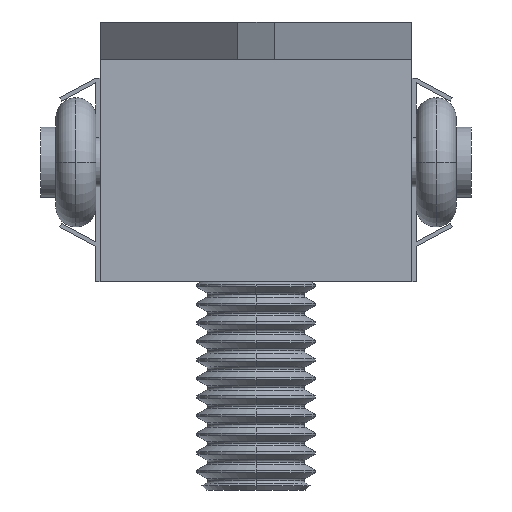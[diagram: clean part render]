
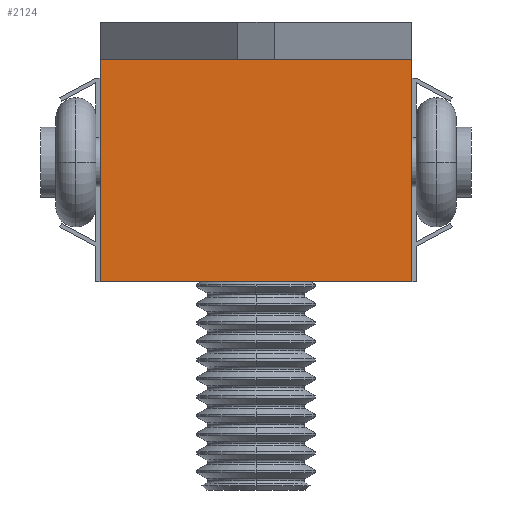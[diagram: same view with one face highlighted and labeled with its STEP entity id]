
A CAD part, left-side view. The second image highlights one B-rep face of the part: STEP entity #2124.
In plain terms, the highlighted planar face has unit normal (-1, 0, 0).
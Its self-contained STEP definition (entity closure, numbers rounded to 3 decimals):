
#1396=EDGE_CURVE('',#1776,#3428,#3918,.T.);
#1776=VERTEX_POINT('',#4332);
#2084=VERTEX_POINT('',#4670);
#2124=ADVANCED_FACE('',(#4713),#4714,.T.);
#2758=VERTEX_POINT('',#5423);
#3346=EDGE_CURVE('',#2084,#2758,#6085,.T.);
#3428=VERTEX_POINT('',#6174);
#3480=EDGE_CURVE('',#3428,#2084,#6231,.T.);
#3606=EDGE_CURVE('',#2758,#1776,#6368,.T.);
#3918=LINE('',#6734,#6735);
#4332=CARTESIAN_POINT('',(-13.5,10.5,0.));
#4670=CARTESIAN_POINT('',(-13.5,-10.5,15.0));
#4713=FACE_OUTER_BOUND('',#7801,.T.);
#4714=PLANE('',#7802);
#5423=CARTESIAN_POINT('',(-13.5,10.5,15.0));
#6085=LINE('',#9619,#9620);
#6174=CARTESIAN_POINT('',(-13.5,-10.5,0.0));
#6231=LINE('',#9812,#9813);
#6368=LINE('',#9996,#9997);
#6734=CARTESIAN_POINT('',(-13.5,10.5,0.0));
#6735=VECTOR('',#10360,1000.0);
#7801=EDGE_LOOP('',(#11315,#11316,#11317,#11318));
#7802=AXIS2_PLACEMENT_3D('',#11319,#11320,#11321);
#9619=CARTESIAN_POINT('',(-13.5,10.5,15.0));
#9620=VECTOR('',#13159,1000.0);
#9812=CARTESIAN_POINT('',(-13.5,-10.5,15.0));
#9813=VECTOR('',#13329,1000.0);
#9996=CARTESIAN_POINT('',(-13.5,10.5,15.0));
#9997=VECTOR('',#13494,1000.0);
#10360=DIRECTION('',(0.0,-1.0,0.0));
#11315=ORIENTED_EDGE('',*,*,#1396,.T.);
#11316=ORIENTED_EDGE('',*,*,#3480,.T.);
#11317=ORIENTED_EDGE('',*,*,#3346,.T.);
#11318=ORIENTED_EDGE('',*,*,#3606,.T.);
#11319=CARTESIAN_POINT('',(-13.5,10.5,15.0));
#11320=DIRECTION('',(-1.0,0.0,0.0));
#11321=DIRECTION('',(0.0,0.0,1.0));
#13159=DIRECTION('',(0.0,1.0,0.0));
#13329=DIRECTION('',(0.0,0.0,1.0));
#13494=DIRECTION('',(0.0,0.0,-1.0));
